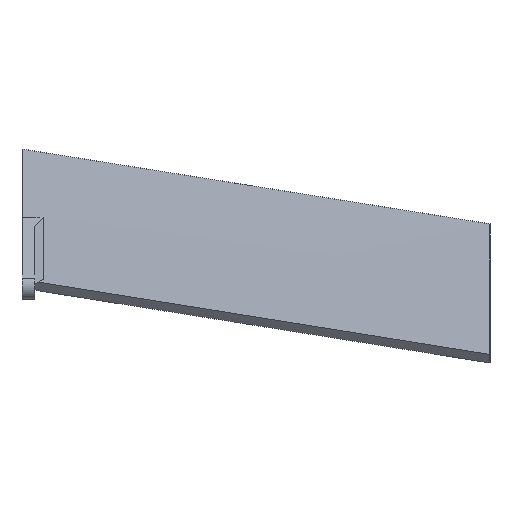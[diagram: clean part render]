
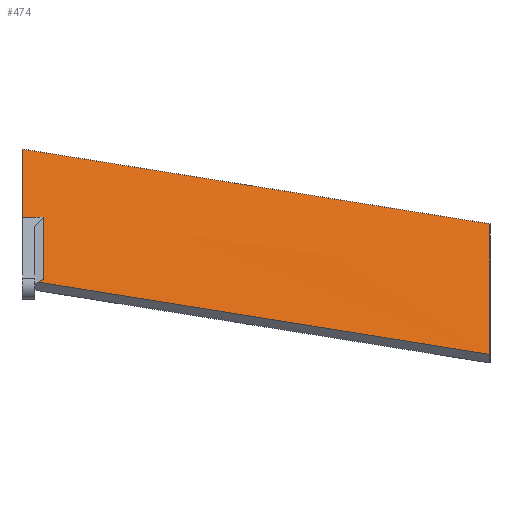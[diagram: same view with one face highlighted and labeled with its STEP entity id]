
A CAD part, top view. The second image highlights one B-rep face of the part: STEP entity #474.
In plain terms, the highlighted free-form (B-spline) face has degree [3, 3] with [5, 4] control points.
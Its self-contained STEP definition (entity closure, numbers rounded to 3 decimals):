
#21=B_SPLINE_SURFACE_WITH_KNOTS('',3,3,((#676,#677,#678,#679),(#680,#681,
#682,#683),(#684,#685,#686,#687),(#688,#689,#690,#691),(#692,#693,#694,
#695)),.UNSPECIFIED.,.F.,.F.,.F.,(4,1,4),(4,4),(0.,0.051,0.119),
(0.56,0.778),.UNSPECIFIED.);
#31=FACE_OUTER_BOUND('',#58,.T.);
#58=EDGE_LOOP('',(#329,#330,#331,#332,#333,#334,#335,#336,#337));
#86=B_SPLINE_CURVE_WITH_KNOTS('',3,(#697,#698,#699,#700,#701,#702,#703),
 .UNSPECIFIED.,.F.,.F.,(4,3,4),(-3.564,-2.23,-0.453),
 .UNSPECIFIED.);
#87=B_SPLINE_CURVE_WITH_KNOTS('',3,(#705,#706,#707,#708,#709,#710,#711),
 .UNSPECIFIED.,.F.,.F.,(4,3,4),(-10.988,-10.447,-10.401),
 .UNSPECIFIED.);
#88=B_SPLINE_CURVE_WITH_KNOTS('',3,(#713,#714,#715,#716),.UNSPECIFIED.,
 .F.,.F.,(4,4),(-0.35,-0.05),.UNSPECIFIED.);
#89=B_SPLINE_CURVE_WITH_KNOTS('',3,(#718,#719,#720,#721),.UNSPECIFIED.,
 .F.,.F.,(4,4),(-2.25,-2.05),.UNSPECIFIED.);
#90=B_SPLINE_CURVE_WITH_KNOTS('',3,(#723,#724,#725,#726),.UNSPECIFIED.,
 .F.,.F.,(4,4),(0.531,2.016),.UNSPECIFIED.);
#91=B_SPLINE_CURVE_WITH_KNOTS('',3,(#728,#729,#730,#731),.UNSPECIFIED.,
 .F.,.F.,(4,4),(-0.5,-0.3),.UNSPECIFIED.);
#92=B_SPLINE_CURVE_WITH_KNOTS('',3,(#733,#734,#735,#736),.UNSPECIFIED.,
 .F.,.F.,(4,4),(-0.3,0.),.UNSPECIFIED.);
#93=B_SPLINE_CURVE_WITH_KNOTS('',3,(#737,#738,#739,#740),.UNSPECIFIED.,
 .F.,.F.,(4,4),(-11.018,0.032),.UNSPECIFIED.);
#117=LINE('',#675,#163);
#163=VECTOR('',#556,506.364);
#209=VERTEX_POINT('',#669);
#211=VERTEX_POINT('',#673);
#212=VERTEX_POINT('',#696);
#213=VERTEX_POINT('',#704);
#214=VERTEX_POINT('',#712);
#215=VERTEX_POINT('',#717);
#216=VERTEX_POINT('',#722);
#217=VERTEX_POINT('',#727);
#218=VERTEX_POINT('',#732);
#258=EDGE_CURVE('',#211,#209,#117,.T.);
#259=EDGE_CURVE('',#209,#212,#86,.T.);
#260=EDGE_CURVE('',#211,#213,#87,.T.);
#261=EDGE_CURVE('',#213,#214,#88,.T.);
#262=EDGE_CURVE('',#214,#215,#89,.T.);
#263=EDGE_CURVE('',#216,#215,#90,.T.);
#264=EDGE_CURVE('',#216,#217,#91,.T.);
#265=EDGE_CURVE('',#217,#218,#92,.T.);
#266=EDGE_CURVE('',#212,#218,#93,.T.);
#329=ORIENTED_EDGE('',*,*,#259,.F.);
#330=ORIENTED_EDGE('',*,*,#258,.F.);
#331=ORIENTED_EDGE('',*,*,#260,.T.);
#332=ORIENTED_EDGE('',*,*,#261,.T.);
#333=ORIENTED_EDGE('',*,*,#262,.T.);
#334=ORIENTED_EDGE('',*,*,#263,.F.);
#335=ORIENTED_EDGE('',*,*,#264,.T.);
#336=ORIENTED_EDGE('',*,*,#265,.T.);
#337=ORIENTED_EDGE('',*,*,#266,.F.);
#474=ADVANCED_FACE('',(#31),#21,.T.);
#556=DIRECTION('',(0.987,-0.158,0.007));
#669=CARTESIAN_POINT('',(390.,127.595,-7.941));
#673=CARTESIAN_POINT('',(281.,145.023,-8.725));
#675=CARTESIAN_POINT('',(1.,189.792,-10.739));
#676=CARTESIAN_POINT('Ctrl Pts',(281.,145.023,-8.725));
#677=CARTESIAN_POINT('Ctrl Pts',(317.333,139.214,-8.464));
#678=CARTESIAN_POINT('Ctrl Pts',(353.667,133.404,-8.202));
#679=CARTESIAN_POINT('Ctrl Pts',(390.,127.595,-7.941));
#680=CARTESIAN_POINT('Ctrl Pts',(281.,140.118,-7.513));
#681=CARTESIAN_POINT('Ctrl Pts',(317.333,134.595,-7.323));
#682=CARTESIAN_POINT('Ctrl Pts',(353.667,129.072,-7.132));
#683=CARTESIAN_POINT('Ctrl Pts',(390.,123.55,-6.942));
#684=CARTESIAN_POINT('Ctrl Pts',(281.,128.649,-4.773));
#685=CARTESIAN_POINT('Ctrl Pts',(317.333,123.692,-4.722));
#686=CARTESIAN_POINT('Ctrl Pts',(353.667,118.736,-4.67));
#687=CARTESIAN_POINT('Ctrl Pts',(390.,113.779,-4.619));
#688=CARTESIAN_POINT('Ctrl Pts',(281.,117.109,-2.252));
#689=CARTESIAN_POINT('Ctrl Pts',(317.333,112.507,-2.286));
#690=CARTESIAN_POINT('Ctrl Pts',(353.667,107.903,-2.319));
#691=CARTESIAN_POINT('Ctrl Pts',(390.,103.3,-2.352));
#692=CARTESIAN_POINT('Ctrl Pts',(281.,110.49,-0.902));
#693=CARTESIAN_POINT('Ctrl Pts',(317.333,106.051,-0.972));
#694=CARTESIAN_POINT('Ctrl Pts',(353.667,101.612,-1.042));
#695=CARTESIAN_POINT('Ctrl Pts',(390.,97.174,-1.112));
#696=CARTESIAN_POINT('',(390.,97.174,-1.112));
#697=CARTESIAN_POINT('Ctrl Pts',(390.,127.595,-7.941));
#698=CARTESIAN_POINT('Ctrl Pts',(390.,123.55,-6.942));
#699=CARTESIAN_POINT('Ctrl Pts',(390.,119.362,-5.946));
#700=CARTESIAN_POINT('Ctrl Pts',(390.,115.045,-4.961));
#701=CARTESIAN_POINT('Ctrl Pts',(390.,109.288,-3.648));
#702=CARTESIAN_POINT('Ctrl Pts',(390.,103.3,-2.352));
#703=CARTESIAN_POINT('Ctrl Pts',(390.,97.174,-1.112));
#704=CARTESIAN_POINT('',(281.,129.016,-4.916));
#705=CARTESIAN_POINT('Ctrl Pts',(281.,145.023,-8.725));
#706=CARTESIAN_POINT('Ctrl Pts',(281.,140.118,-7.513));
#707=CARTESIAN_POINT('Ctrl Pts',(281.,135.203,-6.339));
#708=CARTESIAN_POINT('Ctrl Pts',(281.,130.274,-5.205));
#709=CARTESIAN_POINT('Ctrl Pts',(281.,129.855,-5.108));
#710=CARTESIAN_POINT('Ctrl Pts',(281.,129.436,-5.012));
#711=CARTESIAN_POINT('Ctrl Pts',(281.,129.016,-4.916));
#712=CARTESIAN_POINT('',(284.,129.112,-5.027));
#713=CARTESIAN_POINT('Ctrl Pts',(281.,129.016,-4.916));
#714=CARTESIAN_POINT('Ctrl Pts',(282.,129.048,-4.953));
#715=CARTESIAN_POINT('Ctrl Pts',(283.,129.08,-4.99));
#716=CARTESIAN_POINT('Ctrl Pts',(284.,129.112,-5.027));
#717=CARTESIAN_POINT('',(285.999,129.176,-5.102));
#718=CARTESIAN_POINT('Ctrl Pts',(284.,129.112,-5.027));
#719=CARTESIAN_POINT('Ctrl Pts',(284.666,129.134,-5.052));
#720=CARTESIAN_POINT('Ctrl Pts',(285.333,129.155,-5.077));
#721=CARTESIAN_POINT('Ctrl Pts',(285.999,129.176,-5.102));
#722=CARTESIAN_POINT('',(285.999,114.667,-1.905));
#723=CARTESIAN_POINT('Ctrl Pts',(285.999,114.667,-1.905));
#724=CARTESIAN_POINT('Ctrl Pts',(285.999,119.517,-2.927));
#725=CARTESIAN_POINT('Ctrl Pts',(285.999,124.361,-3.996));
#726=CARTESIAN_POINT('Ctrl Pts',(285.999,129.176,-5.102));
#727=CARTESIAN_POINT('',(284.,114.64,-1.844));
#728=CARTESIAN_POINT('Ctrl Pts',(285.999,114.667,-1.905));
#729=CARTESIAN_POINT('Ctrl Pts',(285.333,114.658,-1.884));
#730=CARTESIAN_POINT('Ctrl Pts',(284.666,114.649,-1.864));
#731=CARTESIAN_POINT('Ctrl Pts',(284.,114.64,-1.844));
#732=CARTESIAN_POINT('',(281.,114.599,-1.753));
#733=CARTESIAN_POINT('Ctrl Pts',(284.,114.64,-1.844));
#734=CARTESIAN_POINT('Ctrl Pts',(283.,114.626,-1.813));
#735=CARTESIAN_POINT('Ctrl Pts',(282.,114.612,-1.783));
#736=CARTESIAN_POINT('Ctrl Pts',(281.,114.599,-1.753));
#737=CARTESIAN_POINT('Ctrl Pts',(390.,97.174,-1.112));
#738=CARTESIAN_POINT('Ctrl Pts',(353.623,102.989,-1.319));
#739=CARTESIAN_POINT('Ctrl Pts',(317.368,108.785,-1.533));
#740=CARTESIAN_POINT('Ctrl Pts',(281.,114.599,-1.753));
